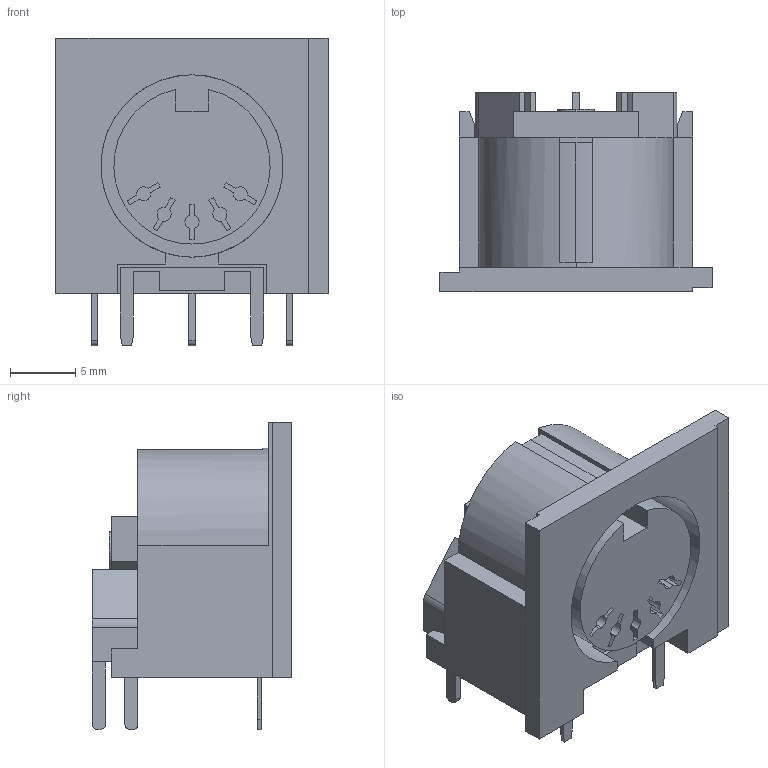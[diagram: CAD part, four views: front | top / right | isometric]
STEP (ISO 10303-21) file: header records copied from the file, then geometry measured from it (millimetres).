
FILE_DESCRIPTION (( 'STEP AP214' ), '1' );
FILE_NAME ('ONN-TH_DIN-504B-M10.STEP', '2023-04-16T14:53:52', ( '' ), ( '' ), 'SwSTEP 2.0', 'SolidWorks 2020', '' );
FILE_SCHEMA (( 'AUTOMOTIVE_DESIGN' ));
Length unit declared in the file: millimetre
Products named in the file (1): ONN-TH_DIN-504B-M10
Bounding box: 20.9 x 15.3 x 23.6 mm (x, y, z)
Volume: 3343.7 mm3; surface area: 3126.8 mm2
Topology: 7 solids, 7 shells, 453 faces, 1233 edges, 822 vertices
Faces by surface type: plane 311, bspline 98, cylinder 44
Entity records: 19762 total; most frequent: CARTESIAN_POINT 3815, ORIENTED_EDGE 2466, DIRECTION 1837, EDGE_CURVE 1233, LINE 941, VECTOR 941, VERTEX_POINT 822, EDGE_LOOP 481
